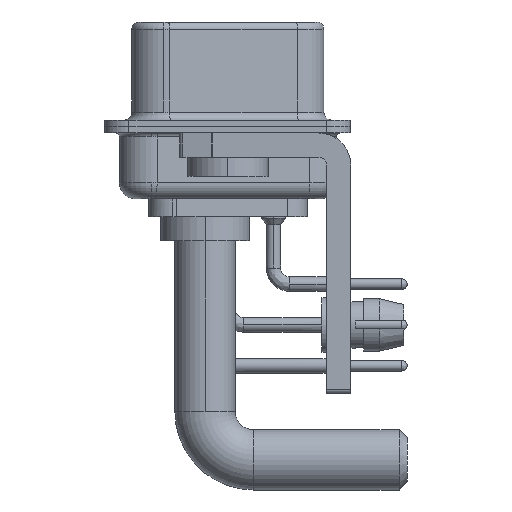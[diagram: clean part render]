
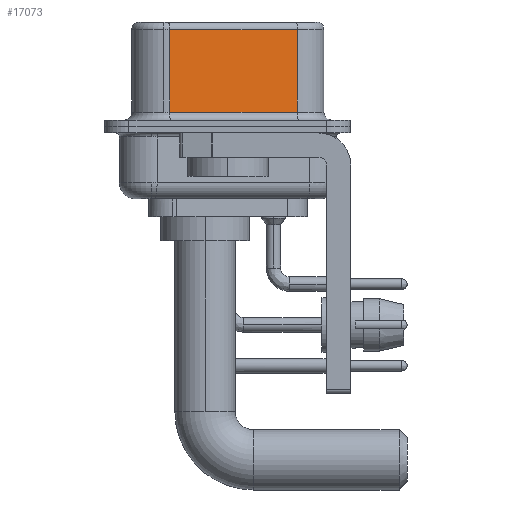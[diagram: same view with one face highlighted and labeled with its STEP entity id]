
A CAD part, left-side view. The second image highlights one B-rep face of the part: STEP entity #17073.
In plain terms, the highlighted planar face has unit normal (-0.985, -0.174, 0).
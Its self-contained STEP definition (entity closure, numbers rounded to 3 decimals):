
#1531 = VECTOR ( 'NONE', #15034, 1000. ) ;
#2444 = EDGE_LOOP ( 'NONE', ( #18548, #14913, #30635, #13922 ) ) ;
#3120 = EDGE_CURVE ( 'NONE', #29424, #14304, #16077, .T. ) ;
#3312 = LINE ( 'NONE', #6462, #1531 ) ;
#3792 = EDGE_CURVE ( 'NONE', #10631, #33777, #3312, .T. ) ;
#4200 = FACE_OUTER_BOUND ( 'NONE', #2444, .T. ) ;
#5115 = EDGE_CURVE ( 'NONE', #10631, #29424, #23099, .T. ) ;
#6462 = CARTESIAN_POINT ( 'NONE',  ( 5.132, -4.322, 6.52 ) ) ;
#7479 = CARTESIAN_POINT ( 'NONE',  ( 5.132, -4.322, 6.02 ) ) ;
#9426 = DIRECTION ( 'NONE',  ( -0.174, 0.985, 0. ) ) ;
#9950 = VECTOR ( 'NONE', #28679, 1000. ) ;
#10298 = CARTESIAN_POINT ( 'NONE',  ( 3.73, 3.628, 6.52 ) ) ;
#10603 = AXIS2_PLACEMENT_3D ( 'NONE', #12410, #18156, #9426 ) ;
#10631 = VERTEX_POINT ( 'NONE', #7479 ) ;
#12410 = CARTESIAN_POINT ( 'NONE',  ( 5.132, -4.322, 6.52 ) ) ;
#13922 = ORIENTED_EDGE ( 'NONE', *, *, #30559, .T. ) ;
#14304 = VERTEX_POINT ( 'NONE', #23022 ) ;
#14913 = ORIENTED_EDGE ( 'NONE', *, *, #5115, .T. ) ;
#15034 = DIRECTION ( 'NONE',  ( 0., 0., -1. ) ) ;
#16077 = LINE ( 'NONE', #10298, #16386 ) ;
#16386 = VECTOR ( 'NONE', #18665, 1000. ) ;
#17073 = ADVANCED_FACE ( 'NONE', ( #4200 ), #26186, .F. ) ;
#17323 = CARTESIAN_POINT ( 'NONE',  ( 5.132, -4.322, 6.02 ) ) ;
#18156 = DIRECTION ( 'NONE',  ( 0.985, 0.174, 0. ) ) ;
#18548 = ORIENTED_EDGE ( 'NONE', *, *, #3792, .F. ) ;
#18665 = DIRECTION ( 'NONE',  ( 0., 0., -1. ) ) ;
#22096 = CARTESIAN_POINT ( 'NONE',  ( 5.132, -4.322, 0.9 ) ) ;
#22983 = VECTOR ( 'NONE', #33637, 1000. ) ;
#23022 = CARTESIAN_POINT ( 'NONE',  ( 3.73, 3.628, 0.9 ) ) ;
#23099 = LINE ( 'NONE', #17323, #9950 ) ;
#26186 = PLANE ( 'NONE',  #10603 ) ;
#28679 = DIRECTION ( 'NONE',  ( -0.174, 0.985, 0. ) ) ;
#28789 = CARTESIAN_POINT ( 'NONE',  ( 5.132, -4.322, 0.9 ) ) ;
#29424 = VERTEX_POINT ( 'NONE', #29464 ) ;
#29464 = CARTESIAN_POINT ( 'NONE',  ( 3.73, 3.628, 6.02 ) ) ;
#30559 = EDGE_CURVE ( 'NONE', #14304, #33777, #33822, .T. ) ;
#30635 = ORIENTED_EDGE ( 'NONE', *, *, #3120, .T. ) ;
#33637 = DIRECTION ( 'NONE',  ( 0.174, -0.985, 0. ) ) ;
#33777 = VERTEX_POINT ( 'NONE', #28789 ) ;
#33822 = LINE ( 'NONE', #22096, #22983 ) ;
